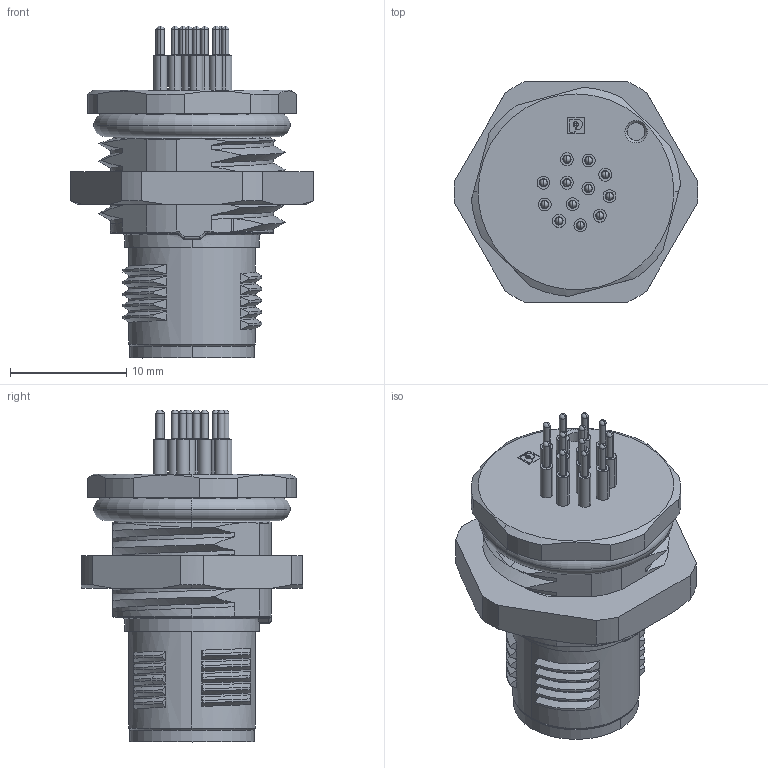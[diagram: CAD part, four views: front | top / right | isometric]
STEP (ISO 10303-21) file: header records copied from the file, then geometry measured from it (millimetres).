
FILE_DESCRIPTION(('SolidDesigner STEP Export'),'2;1');
FILE_NAME('1441820.stp','2010-10-21T 8:21:06',(''),(''),'CoCreate Modeling STEP processor for AP214 (Solid Model)','CoCreate Modeling 16.00A 16-Aug-2008 (C) Parametric Technology GmbH','');
FILE_SCHEMA(('AUTOMOTIVE_DESIGN { 1 0 10303 214 1 1 1 1 }'));
Length unit declared in the file: millimetre
Products named in the file (2): 1441820
Assembly tree (1 placements, depth 2):
  1441820
    1441820
Bounding box: 20.9 x 19 x 28.5 mm (x, y, z)
Volume: 3265.9 mm3; surface area: 2570.4 mm2
Topology: 1 solids, 1 shells, 433 faces, 1114 edges, 693 vertices
Faces by surface type: cylinder 144, plane 96, bspline 79, sphere 52, torus 43, cone 19
Entity records: 14817 total; most frequent: CARTESIAN_POINT 5681, ORIENTED_EDGE 2132, DIRECTION 1422, EDGE_CURVE 1066, VERTEX_POINT 693, AXIS2_PLACEMENT_3D 536, EDGE_LOOP 491, FACE_OUTER_BOUND 433
